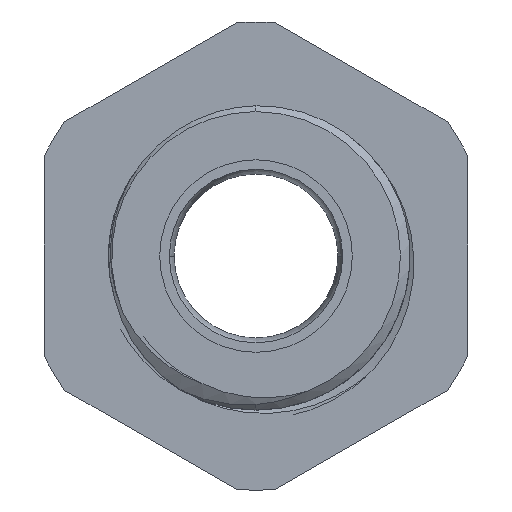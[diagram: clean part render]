
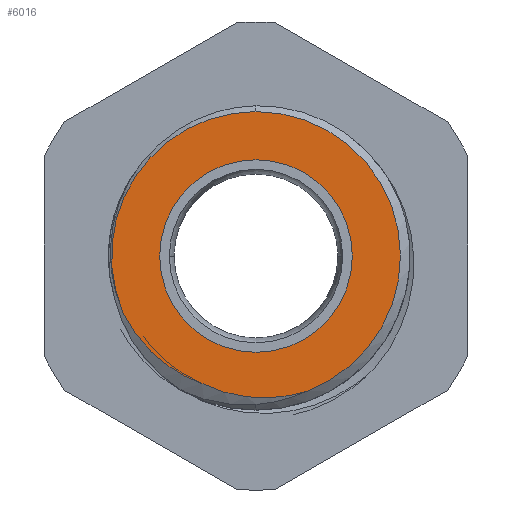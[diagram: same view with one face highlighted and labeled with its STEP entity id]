
A CAD part, front view. The second image highlights one B-rep face of the part: STEP entity #6016.
In plain terms, the highlighted planar face has unit normal (0, -1, 0).
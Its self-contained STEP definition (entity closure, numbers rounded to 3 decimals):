
#196 = DIRECTION ( 'NONE',  ( 0., -1., 0. ) ) ;
#240 = VERTEX_POINT ( 'NONE', #6528 ) ;
#654 = EDGE_CURVE ( 'NONE', #1227, #9498, #8514, .T. ) ;
#769 = EDGE_CURVE ( 'NONE', #832, #240, #8204, .T. ) ;
#832 = VERTEX_POINT ( 'NONE', #1133 ) ;
#919 = DIRECTION ( 'NONE',  ( 0., -1., 0. ) ) ;
#944 = CARTESIAN_POINT ( 'NONE',  ( 2.433, -8., -7.084 ) ) ;
#1133 = CARTESIAN_POINT ( 'NONE',  ( -6.887, -8., -2.969 ) ) ;
#1227 = VERTEX_POINT ( 'NONE', #9118 ) ;
#1312 = CARTESIAN_POINT ( 'NONE',  ( -2.805, -8., -6.615 ) ) ;
#1322 = CARTESIAN_POINT ( 'NONE',  ( -3.25, -8., -6.456 ) ) ;
#1338 = CARTESIAN_POINT ( 'NONE',  ( -3.679, -8., -6.254 ) ) ;
#1352 = CARTESIAN_POINT ( 'NONE',  ( -4.48, -8., -5.775 ) ) ;
#1360 = CARTESIAN_POINT ( 'NONE',  ( -4.853, -8., -5.499 ) ) ;
#1364 = CARTESIAN_POINT ( 'NONE',  ( -5.547, -8., -4.874 ) ) ;
#1371 = CARTESIAN_POINT ( 'NONE',  ( -5.868, -8., -4.524 ) ) ;
#1373 = CARTESIAN_POINT ( 'NONE',  ( -6.432, -8., -3.783 ) ) ;
#1408 = CARTESIAN_POINT ( 'NONE',  ( -6.887, -8., -2.969 ) ) ;
#1417 = CARTESIAN_POINT ( 'NONE',  ( 0., -8., -5. ) ) ;
#1441 = CARTESIAN_POINT ( 'NONE',  ( -6.678, -8., -3.388 ) ) ;
#1564 = ORIENTED_EDGE ( 'NONE', *, *, #654, .T. ) ;
#2110 = DIRECTION ( 'NONE',  ( 0., 0., 1. ) ) ;
#2119 = DIRECTION ( 'NONE',  ( 0., -1., 0. ) ) ;
#2131 = CARTESIAN_POINT ( 'NONE',  ( 0., -8., 0. ) ) ;
#2437 = DIRECTION ( 'NONE',  ( 0., 0., 1. ) ) ;
#2694 = CARTESIAN_POINT ( 'NONE',  ( 0., -8., 7.5 ) ) ;
#2983 = ORIENTED_EDGE ( 'NONE', *, *, #8808, .F. ) ;
#3505 = FACE_BOUND ( 'NONE', #10975, .T. ) ;
#3723 = CARTESIAN_POINT ( 'NONE',  ( -1.043, -8., -7.234 ) ) ;
#3895 = AXIS2_PLACEMENT_3D ( 'NONE', #7135, #8022, #2437 ) ;
#3978 = VERTEX_POINT ( 'NONE', #1417 ) ;
#4027 = DIRECTION ( 'NONE',  ( 0., -1., 0. ) ) ;
#4426 = EDGE_CURVE ( 'NONE', #11534, #3978, #6464, .T. ) ;
#4679 = CARTESIAN_POINT ( 'NONE',  ( 0.354, -8., -7.376 ) ) ;
#5540 = AXIS2_PLACEMENT_3D ( 'NONE', #5851, #196, #6788 ) ;
#5626 = CARTESIAN_POINT ( 'NONE',  ( 1.517, -8., -7.281 ) ) ;
#5745 = ORIENTED_EDGE ( 'NONE', *, *, #4426, .F. ) ;
#5851 = CARTESIAN_POINT ( 'NONE',  ( 0., -8., 0. ) ) ;
#6016 = ADVANCED_FACE ( 'NONE', ( #3505, #8140 ), #11486, .F. ) ;
#6464 = CIRCLE ( 'NONE', #5540, 5. ) ;
#6487 = CARTESIAN_POINT ( 'NONE',  ( -2.805, -8., -6.615 ) ) ;
#6524 = CARTESIAN_POINT ( 'NONE',  ( -2.383, -8., -6.824 ) ) ;
#6528 = CARTESIAN_POINT ( 'NONE',  ( -2.805, -8., -6.615 ) ) ;
#6535 = CARTESIAN_POINT ( 'NONE',  ( 0., -8., 0. ) ) ;
#6563 = CARTESIAN_POINT ( 'NONE',  ( 2.208, -8., -7.144 ) ) ;
#6788 = DIRECTION ( 'NONE',  ( 0., 0., -1. ) ) ;
#7120 = CIRCLE ( 'NONE', #8437, 7.5 ) ;
#7135 = CARTESIAN_POINT ( 'NONE',  ( 0., -8., 0. ) ) ;
#7164 = ORIENTED_EDGE ( 'NONE', *, *, #10943, .T. ) ;
#7470 = DIRECTION ( 'NONE',  ( 0., 0., -1. ) ) ;
#7495 = CARTESIAN_POINT ( 'NONE',  ( 2.654, -8., -7.015 ) ) ;
#7511 = AXIS2_PLACEMENT_3D ( 'NONE', #2131, #2119, #2110 ) ;
#8022 = DIRECTION ( 'NONE',  ( 0., 1., 0. ) ) ;
#8094 = EDGE_LOOP ( 'NONE', ( #1564, #10293, #11442, #7164 ) ) ;
#8138 = CARTESIAN_POINT ( 'NONE',  ( 0., -8., 5. ) ) ;
#8140 = FACE_OUTER_BOUND ( 'NONE', #8094, .T. ) ;
#8204 = B_SPLINE_CURVE_WITH_KNOTS ( 'NONE', 3,
 ( #1408, #1441, #1373, #1371, #1364, #1360, #1352, #1338, #1322, #1312 ),
 .UNSPECIFIED., .F., .F.,
 ( 4, 2, 2, 2, 4 ),
 ( 0.002, 0.004, 0.005, 0.007, 0.008 ),
 .UNSPECIFIED. ) ;
#8437 = AXIS2_PLACEMENT_3D ( 'NONE', #9492, #4027, #10362 ) ;
#8458 = B_SPLINE_CURVE_WITH_KNOTS ( 'NONE', 3,
 ( #6487, #6524, #9199, #3723, #10071, #4679, #10955, #5626, #11847, #6563, #944, #7495 ),
 .UNSPECIFIED., .F., .F.,
 ( 4, 2, 2, 2, 2, 4 ),
 ( 0., 0.001, 0.003, 0.004, 0.005, 0.006 ),
 .UNSPECIFIED. ) ;
#8514 = CIRCLE ( 'NONE', #7511, 7.5 ) ;
#8808 = EDGE_CURVE ( 'NONE', #3978, #11534, #10400, .T. ) ;
#9118 = CARTESIAN_POINT ( 'NONE',  ( 2.654, -8., -7.015 ) ) ;
#9199 = CARTESIAN_POINT ( 'NONE',  ( -1.946, -8., -6.989 ) ) ;
#9492 = CARTESIAN_POINT ( 'NONE',  ( 0., -8., 0. ) ) ;
#9498 = VERTEX_POINT ( 'NONE', #2694 ) ;
#10071 = CARTESIAN_POINT ( 'NONE',  ( -0.575, -8., -7.312 ) ) ;
#10254 = EDGE_CURVE ( 'NONE', #9498, #832, #7120, .T. ) ;
#10293 = ORIENTED_EDGE ( 'NONE', *, *, #10254, .T. ) ;
#10362 = DIRECTION ( 'NONE',  ( 0., 0., 1. ) ) ;
#10400 = CIRCLE ( 'NONE', #10909, 5. ) ;
#10909 = AXIS2_PLACEMENT_3D ( 'NONE', #6535, #919, #7470 ) ;
#10943 = EDGE_CURVE ( 'NONE', #240, #1227, #8458, .T. ) ;
#10955 = CARTESIAN_POINT ( 'NONE',  ( 0.819, -8., -7.364 ) ) ;
#10975 = EDGE_LOOP ( 'NONE', ( #2983, #5745 ) ) ;
#11442 = ORIENTED_EDGE ( 'NONE', *, *, #769, .T. ) ;
#11486 = PLANE ( 'NONE',  #3895 ) ;
#11534 = VERTEX_POINT ( 'NONE', #8138 ) ;
#11847 = CARTESIAN_POINT ( 'NONE',  ( 1.75, -8., -7.243 ) ) ;
